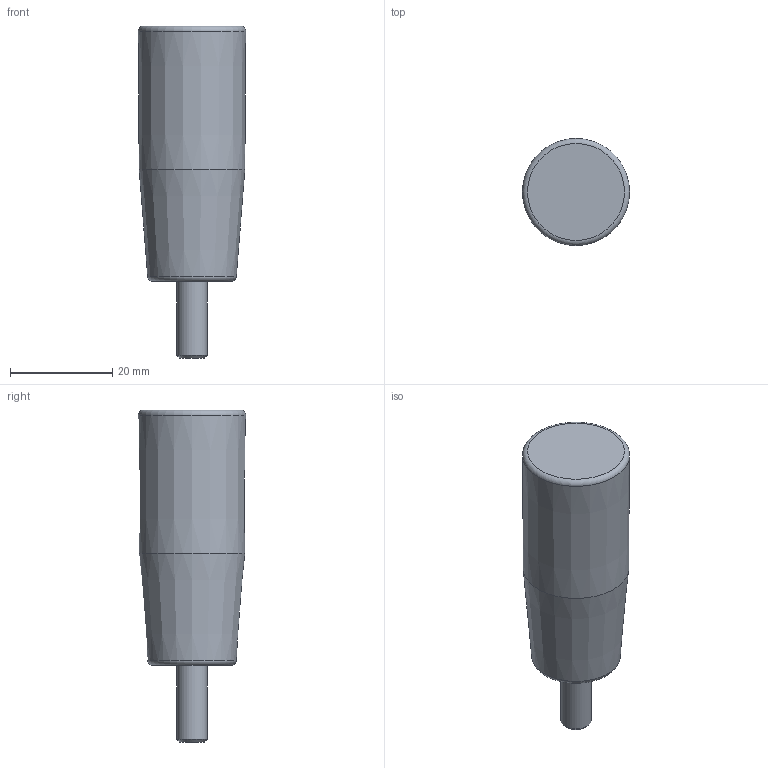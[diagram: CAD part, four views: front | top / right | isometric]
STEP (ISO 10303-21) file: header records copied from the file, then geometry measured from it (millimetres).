
FILE_DESCRIPTION( ( 'Unknown' ), '1' );
FILE_NAME( '6139006_MCF21x50_M06x15.stp', 'Unknown', ( 'Unknown' ), ( 'Unknown' ), 'PSStep 11.0', 'Unknown', ' ' );
FILE_SCHEMA( ( 'AUTOMOTIVE_DESIGN { 1 0 10303 214 1 1 1 1 }' ) );
Length unit declared in the file: millimetre
Products named in the file (1): 6136012_MC21x50
Bounding box: 20.99 x 20.99 x 65 mm (x, y, z)
Volume: 15886.7 mm3; surface area: 4230.1 mm2
Topology: 1 solids, 2 shells, 13 faces, 24 edges, 15 vertices
Faces by surface type: cone 4, plane 4, torus 3, cylinder 2
Full cylindrical faces by diameter (mm): 4.917 x1, 6 x1
Entity records: 366 total; most frequent: DIRECTION 50, CARTESIAN_POINT 37, AXIS2_PLACEMENT_3D 25, EDGE_LOOP 22, ORIENTED_EDGE 22, FACE_OUTER_BOUND 18, STYLED_ITEM 13, PRESENTATION_STYLE_ASSIGNMENT 13
